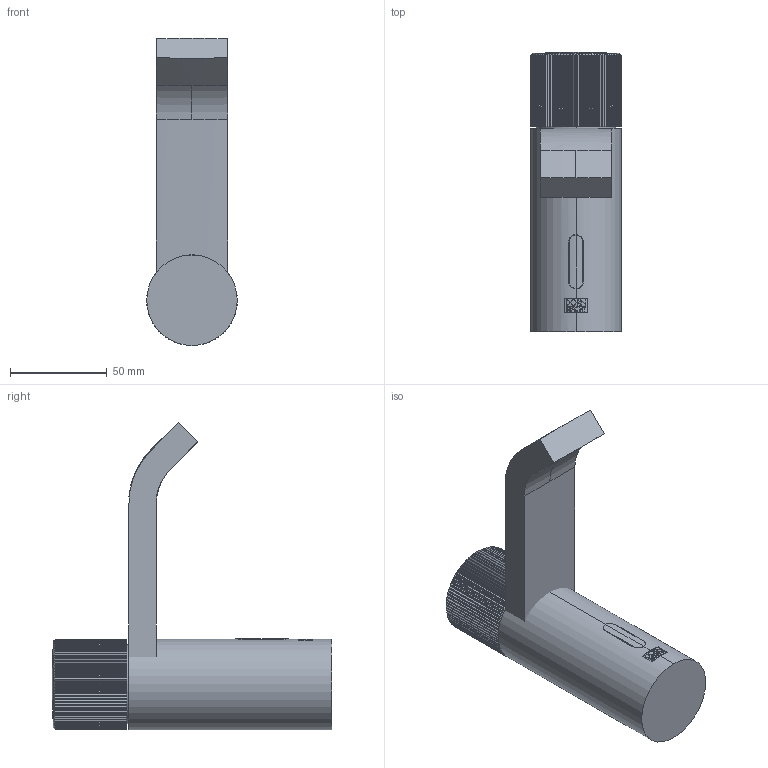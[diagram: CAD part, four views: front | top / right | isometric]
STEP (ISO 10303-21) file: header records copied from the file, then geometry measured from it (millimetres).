
FILE_DESCRIPTION (( 'STEP AP214' ), '1' );
FILE_NAME ('WT-EHM-+-44.511.670-01.STEP', '2021-11-29T10:54:27', ( '' ), ( '' ), 'SwSTEP 2.0', 'SolidWorks 2020', '' );
FILE_SCHEMA (( 'AUTOMOTIVE_DESIGN' ));
Length unit declared in the file: millimetre
Products named in the file (5): Rohr-+-09.28.22.239-01_K001_PDB_092822239-00; Griff-+-09.20.66.122-01_K001_PDB_092066122-00; Koerper-+-09.19.66.032-01_K001_PDB_091966032-00; WT-EHM-+-44.511.670-01; Elektronikbauteil-+-09.10.01.246.90-01_K001_PDB_09100124690
Assembly tree (4 placements, depth 2):
  WT-EHM-+-44.511.670-01
    Koerper-+-09.19.66.032-01_K001_PDB_091966032-00
    Rohr-+-09.28.22.239-01_K001_PDB_092822239-00
    Griff-+-09.20.66.122-01_K001_PDB_092066122-00
    Elektronikbauteil-+-09.10.01.246.90-01_K001_PDB_09100124690
Bounding box: 46.8 x 144.39 x 158.76 mm (x, y, z)
Volume: 326026.5 mm3; surface area: 49244.2 mm2
Topology: 4 solids, 4 shells, 1309 faces, 3114 edges, 1840 vertices
Faces by surface type: cylinder 468, plane 298, bspline 264, sphere 178, torus 95, cone 6
Entity records: 48367 total; most frequent: CARTESIAN_POINT 19047, ORIENTED_EDGE 6228, DIRECTION 5248, EDGE_CURVE 3114, AXIS2_PLACEMENT_3D 2205, VERTEX_POINT 1840, EDGE_LOOP 1336, ADVANCED_FACE 1309
